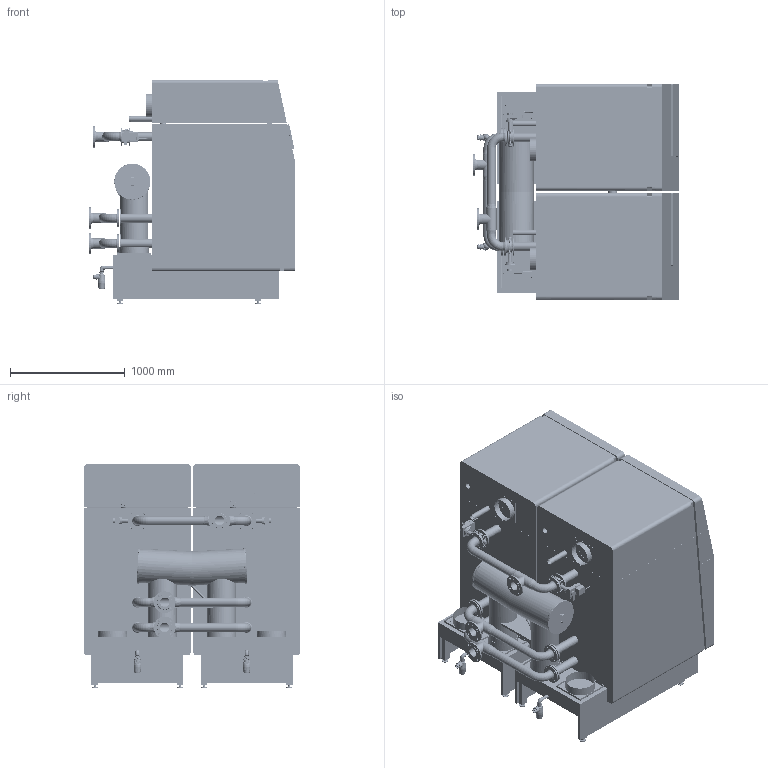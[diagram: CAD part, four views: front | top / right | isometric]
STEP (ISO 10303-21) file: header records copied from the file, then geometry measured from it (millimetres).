
FILE_DESCRIPTION(('CATIA V5 STEP Exchange'),'2;1');
FILE_NAME('4212688 UG_(400D, 600D).stp','2014-04-03T15:05:05+00:00',('N.N.'),('Hovalwerke AG FL-9490 Vaduz'),'CATIA Version 5 Release 20 SP 7 (IN-10)','CATIA V5 STEP AP203','none');
FILE_SCHEMA(('CONFIG_CONTROL_DESIGN'));
Products named in the file (15): 4212688_UG (400D, 600D) Planerdaten 3D CSM_10459035_C83_000_00; 4212678_UG (200-300) Planerdaten 3D CSM_10353888_C85_000_00; 6025797; 6025655; 6015952; 2026199_Version2; 617742; 6001303; 619622; 6017753; Product1; 6018950; 6001926; 2002368; 6009965_Abgassammler UltraGas kpl. (400D,500D)_10320152_C83_000_00
Assembly tree (70 placements, depth 5):
  4212688_UG (400D, 600D) Planerdaten 3D CSM_10459035_C83_000_00
    4212678_UG (200-300) Planerdaten 3D CSM_10353888_C85_000_00  x2
      #66
      6025797
        #4349
        #6807
        #9899
        6025655
          #10274
          #13639
          #17777
        #18126  x2
      #19771
      6015952
        2026199_Version2
          #19962
          #24617
          #25074  x2
          #26414
          #27754
        617742
          #28607
          #29672
      #29867
      6001303
        #30277
        #30542
      619622
        #31007
        #30542
      #31204
      6017753
        #31738
        #34622
      Product1
        #35209
        #36753
      6018950
        #37353
        #37522
    6001926  x4
      #38995
      #40222
      #40391
      #40972
      #41156
      #41818
    2002368  x2
      #42516
      #49863
    6009965_Abgassammler UltraGas kpl. (400D,500D)_10320152_C83_000_00
      #60854  x2
      #61495  x2
      #61995
Bounding box: 1792.95 x 1880 x 1953 mm (x, y, z)
Volume: 4139923543 mm3; surface area: 56414557.8 mm2
Topology: 189 solids, 189 shells, 5280 faces, 12754 edges, 7984 vertices
Faces by surface type: plane 2412, cylinder 1746, torus 486, cone 450, bspline 162, revolution 16, sphere 8
Full cylindrical faces by diameter (mm): 252 x4, 256 x4
Entity records: 64379 total; most frequent: CARTESIAN_POINT 19877, ORIENTED_EDGE 9684, DIRECTION 7325, EDGE_CURVE 4842, AXIS2_PLACEMENT_3D 3101, VERTEX_POINT 3036, VECTOR 2668, LINE 2668
